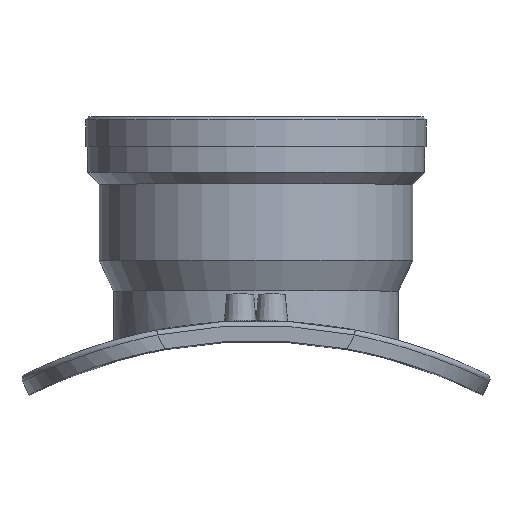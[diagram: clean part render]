
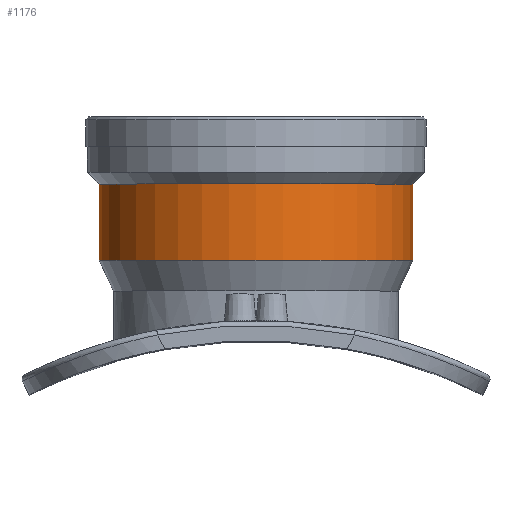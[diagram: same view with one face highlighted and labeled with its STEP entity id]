
A CAD part, top view. The second image highlights one B-rep face of the part: STEP entity #1176.
In plain terms, the highlighted cylindrical face has radius 87.5 mm (diameter 175 mm), a full revolution.
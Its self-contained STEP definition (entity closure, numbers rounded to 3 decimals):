
#72=FACE_BOUND('',#411,.T.);
#140=CIRCLE('',#1317,87.5);
#141=CIRCLE('',#1319,87.5);
#219=CYLINDRICAL_SURFACE('',#1318,87.5);
#298=FACE_OUTER_BOUND('',#410,.T.);
#410=EDGE_LOOP('',(#1070));
#411=EDGE_LOOP('',(#1071));
#609=VERTEX_POINT('',#2940);
#610=VERTEX_POINT('',#2943);
#764=EDGE_CURVE('',#609,#609,#140,.T.);
#765=EDGE_CURVE('',#610,#610,#141,.T.);
#1070=ORIENTED_EDGE('',*,*,#764,.T.);
#1071=ORIENTED_EDGE('',*,*,#765,.F.);
#1176=ADVANCED_FACE('',(#298,#72),#219,.T.);
#1317=AXIS2_PLACEMENT_3D('',#2941,#1639,#1640);
#1318=AXIS2_PLACEMENT_3D('',#2942,#1641,#1642);
#1319=AXIS2_PLACEMENT_3D('',#2944,#1643,#1644);
#1639=DIRECTION('center_axis',(0.,1.,0.));
#1640=DIRECTION('ref_axis',(1.,0.,0.));
#1641=DIRECTION('center_axis',(0.,1.,0.));
#1642=DIRECTION('ref_axis',(0.,0.,1.));
#1643=DIRECTION('center_axis',(0.,1.,0.));
#1644=DIRECTION('ref_axis',(1.,0.,0.));
#2940=CARTESIAN_POINT('',(0.,325.,87.5));
#2941=CARTESIAN_POINT('Origin',(0.,325.,0.));
#2942=CARTESIAN_POINT('Origin',(0.,346.25,0.));
#2943=CARTESIAN_POINT('',(0.,367.5,87.5));
#2944=CARTESIAN_POINT('Origin',(0.,367.5,0.));
